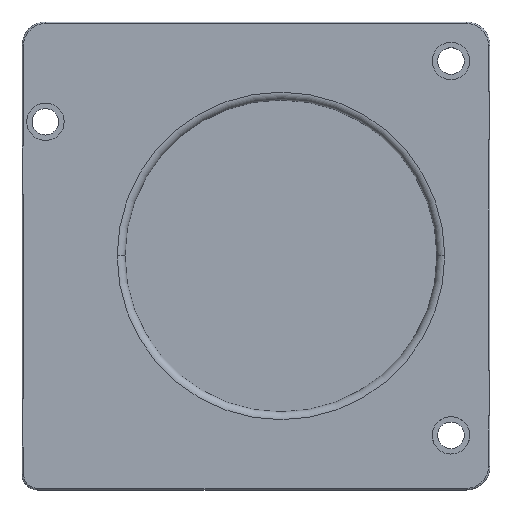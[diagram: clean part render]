
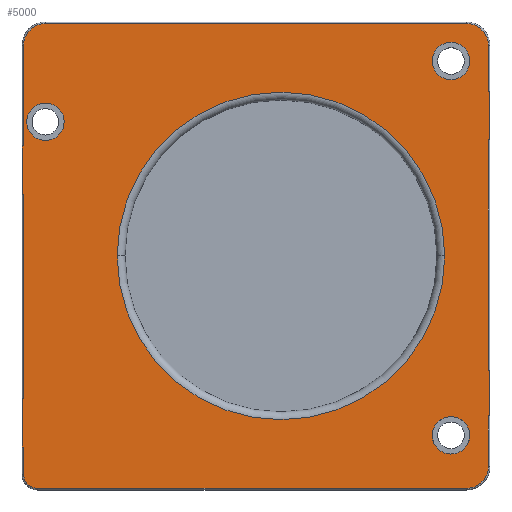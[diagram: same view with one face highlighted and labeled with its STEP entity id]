
A CAD part, top view. The second image highlights one B-rep face of the part: STEP entity #5000.
In plain terms, the highlighted planar face has unit normal (0, 0, 1).
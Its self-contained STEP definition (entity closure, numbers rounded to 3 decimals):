
#829=CARTESIAN_POINT('',(-15.1,8.6,4.));
#830=DIRECTION('',(0.,0.,1.));
#831=DIRECTION('',(-1.,0.,0.));
#832=AXIS2_PLACEMENT_3D('',#829,#830,#831);
#834=CARTESIAN_POINT('',(-15.1,8.6,4.));
#835=DIRECTION('',(0.,0.,1.));
#836=DIRECTION('',(1.,0.,0.));
#837=AXIS2_PLACEMENT_3D('',#834,#835,#836);
#839=CARTESIAN_POINT('',(0.,0.,4.));
#840=DIRECTION('',(0.,0.,1.));
#841=DIRECTION('',(-1.,0.,0.));
#842=AXIS2_PLACEMENT_3D('',#839,#840,#841);
#844=CARTESIAN_POINT('',(0.,0.,4.));
#845=DIRECTION('',(0.,0.,1.));
#846=DIRECTION('',(1.,0.,0.));
#847=AXIS2_PLACEMENT_3D('',#844,#845,#846);
#849=CARTESIAN_POINT('',(10.9,12.5,4.));
#850=DIRECTION('',(0.,0.,1.));
#851=DIRECTION('',(1.,0.,0.));
#852=AXIS2_PLACEMENT_3D('',#849,#850,#851);
#854=CARTESIAN_POINT('',(10.9,12.5,4.));
#855=DIRECTION('',(0.,0.,1.));
#856=DIRECTION('',(-1.,0.,0.));
#857=AXIS2_PLACEMENT_3D('',#854,#855,#856);
#859=CARTESIAN_POINT('',(10.9,-11.5,4.));
#860=DIRECTION('',(0.,0.,1.));
#861=DIRECTION('',(0.909,-0.417,0.));
#862=AXIS2_PLACEMENT_3D('',#859,#860,#861);
#864=CARTESIAN_POINT('',(10.9,-11.5,4.));
#865=DIRECTION('',(0.,0.,1.));
#866=DIRECTION('',(-0.909,-0.417,0.));
#867=AXIS2_PLACEMENT_3D('',#864,#865,#866);
#869=DIRECTION('',(-1.,0.,0.));
#870=VECTOR('',#869,0.1);
#871=CARTESIAN_POINT('',(-16.5,-9.15,4.));
#872=LINE('',#871,#870);
#873=DIRECTION('',(1.,0.,0.));
#874=VECTOR('',#873,0.1);
#875=CARTESIAN_POINT('',(-16.6,3.95,4.));
#876=LINE('',#875,#874);
#877=DIRECTION('',(0.,-1.,0.));
#878=VECTOR('',#877,3.1);
#879=CARTESIAN_POINT('',(-16.6,7.05,4.));
#880=LINE('',#879,#878);
#881=DIRECTION('',(-1.,0.,0.));
#882=VECTOR('',#881,0.1);
#883=CARTESIAN_POINT('',(-16.5,7.05,4.));
#884=LINE('',#883,#882);
#885=CARTESIAN_POINT('',(-15.1,13.5,4.));
#886=DIRECTION('',(0.,0.,-1.));
#887=DIRECTION('',(-1.,0.,0.));
#888=AXIS2_PLACEMENT_3D('',#885,#886,#887);
#890=CARTESIAN_POINT('',(11.9,13.5,4.));
#891=DIRECTION('',(0.,0.,-1.));
#892=DIRECTION('',(0.,1.,0.));
#893=AXIS2_PLACEMENT_3D('',#890,#891,#892);
#895=DIRECTION('',(-1.,0.,0.));
#896=VECTOR('',#895,0.1);
#897=CARTESIAN_POINT('',(13.4,10.55,4.));
#898=LINE('',#897,#896);
#899=DIRECTION('',(0.,1.,0.));
#900=VECTOR('',#899,3.1);
#901=CARTESIAN_POINT('',(13.4,7.45,4.));
#902=LINE('',#901,#900);
#903=DIRECTION('',(1.,0.,0.));
#904=VECTOR('',#903,0.1);
#905=CARTESIAN_POINT('',(13.3,7.45,4.));
#906=LINE('',#905,#904);
#907=DIRECTION('',(-1.,0.,0.));
#908=VECTOR('',#907,0.1);
#909=CARTESIAN_POINT('',(13.4,-7.35,4.));
#910=LINE('',#909,#908);
#911=DIRECTION('',(0.,1.,0.));
#912=VECTOR('',#911,2.9);
#913=CARTESIAN_POINT('',(13.4,-10.25,4.));
#914=LINE('',#913,#912);
#915=DIRECTION('',(1.,0.,0.));
#916=VECTOR('',#915,0.1);
#917=CARTESIAN_POINT('',(13.3,-10.25,4.));
#918=LINE('',#917,#916);
#919=CARTESIAN_POINT('',(11.9,-13.5,4.));
#920=DIRECTION('',(0.,0.,-1.));
#921=DIRECTION('',(1.,0.,0.));
#922=AXIS2_PLACEMENT_3D('',#919,#920,#921);
#924=CARTESIAN_POINT('',(-15.6,-14.,4.));
#925=DIRECTION('',(0.,0.,-1.));
#926=DIRECTION('',(0.,-1.,0.));
#927=AXIS2_PLACEMENT_3D('',#924,#925,#926);
#929=DIRECTION('',(1.,0.,0.));
#930=VECTOR('',#929,0.1);
#931=CARTESIAN_POINT('',(-16.6,-12.25,4.));
#932=LINE('',#931,#930);
#1494=DIRECTION('',(0.,-1.,0.));
#1495=VECTOR('',#1494,13.1);
#1496=CARTESIAN_POINT('',(-16.5,3.95,4.));
#1497=LINE('',#1496,#1495);
#1498=DIRECTION('',(0.,-1.,0.));
#1499=VECTOR('',#1498,3.1);
#1500=CARTESIAN_POINT('',(-16.6,-9.15,4.));
#1501=LINE('',#1500,#1499);
#1527=DIRECTION('',(0.,-1.,0.));
#1528=VECTOR('',#1527,1.75);
#1529=CARTESIAN_POINT('',(-16.5,-12.25,4.));
#1530=LINE('',#1529,#1528);
#1550=DIRECTION('',(1.,0.,0.));
#1551=VECTOR('',#1550,27.5);
#1552=CARTESIAN_POINT('',(-15.6,-14.9,4.));
#1553=LINE('',#1552,#1551);
#1582=DIRECTION('',(0.,1.,0.));
#1583=VECTOR('',#1582,3.25);
#1584=CARTESIAN_POINT('',(13.3,-13.5,4.));
#1585=LINE('',#1584,#1583);
#1941=DIRECTION('',(-1.,0.,0.));
#1942=VECTOR('',#1941,27.);
#1943=CARTESIAN_POINT('',(11.9,14.9,4.));
#1944=LINE('',#1943,#1942);
#1973=DIRECTION('',(0.,-1.,0.));
#1974=VECTOR('',#1973,6.45);
#1975=CARTESIAN_POINT('',(-16.5,13.5,4.));
#1976=LINE('',#1975,#1974);
#2349=DIRECTION('',(0.,1.,0.));
#2350=VECTOR('',#2349,2.95);
#2351=CARTESIAN_POINT('',(13.3,10.55,4.));
#2352=LINE('',#2351,#2350);
#2500=DIRECTION('',(0.,1.,0.));
#2501=VECTOR('',#2500,14.8);
#2502=CARTESIAN_POINT('',(13.3,-7.35,4.));
#2503=LINE('',#2502,#2501);
#3051=CARTESIAN_POINT('',(-16.3,8.6,4.));
#3052=VERTEX_POINT('',#3051);
#3053=CARTESIAN_POINT('',(-13.9,8.6,4.));
#3054=VERTEX_POINT('',#3053);
#3055=CARTESIAN_POINT('',(13.3,-13.5,4.));
#3056=CARTESIAN_POINT('',(11.9,-14.9,4.));
#3057=VERTEX_POINT('',#3055);
#3058=VERTEX_POINT('',#3056);
#3059=CARTESIAN_POINT('',(-15.6,-14.9,4.));
#3060=VERTEX_POINT('',#3059);
#3061=CARTESIAN_POINT('',(-16.5,-14.,4.));
#3062=VERTEX_POINT('',#3061);
#3063=CARTESIAN_POINT('',(-16.5,13.5,4.));
#3064=CARTESIAN_POINT('',(-15.1,14.9,4.));
#3065=VERTEX_POINT('',#3063);
#3066=VERTEX_POINT('',#3064);
#3067=CARTESIAN_POINT('',(11.9,14.9,4.));
#3068=VERTEX_POINT('',#3067);
#3069=CARTESIAN_POINT('',(13.3,13.5,4.));
#3070=VERTEX_POINT('',#3069);
#3071=CARTESIAN_POINT('',(-10.5,0.,4.));
#3072=CARTESIAN_POINT('',(10.5,0.,4.));
#3073=VERTEX_POINT('',#3071);
#3074=VERTEX_POINT('',#3072);
#3075=CARTESIAN_POINT('',(12.1,12.5,4.));
#3076=CARTESIAN_POINT('',(9.7,12.5,4.));
#3077=VERTEX_POINT('',#3075);
#3078=VERTEX_POINT('',#3076);
#3079=CARTESIAN_POINT('',(9.809,-12.,4.));
#3080=CARTESIAN_POINT('',(11.991,-12.,4.));
#3081=VERTEX_POINT('',#3079);
#3082=VERTEX_POINT('',#3080);
#3817=CARTESIAN_POINT('',(13.4,7.45,4.));
#3818=CARTESIAN_POINT('',(13.4,10.55,4.));
#3819=VERTEX_POINT('',#3817);
#3820=VERTEX_POINT('',#3818);
#3825=CARTESIAN_POINT('',(13.3,7.45,4.));
#3827=VERTEX_POINT('',#3825);
#3829=CARTESIAN_POINT('',(13.3,10.55,4.));
#3831=VERTEX_POINT('',#3829);
#3841=CARTESIAN_POINT('',(-16.6,7.05,4.));
#3842=CARTESIAN_POINT('',(-16.6,3.95,4.));
#3843=VERTEX_POINT('',#3841);
#3844=VERTEX_POINT('',#3842);
#3849=CARTESIAN_POINT('',(-16.5,7.05,4.));
#3851=VERTEX_POINT('',#3849);
#3873=CARTESIAN_POINT('',(-16.5,3.95,4.));
#3875=VERTEX_POINT('',#3873);
#3877=CARTESIAN_POINT('',(13.4,-10.25,4.));
#3878=CARTESIAN_POINT('',(13.4,-7.35,4.));
#3879=VERTEX_POINT('',#3877);
#3880=VERTEX_POINT('',#3878);
#3885=CARTESIAN_POINT('',(13.3,-7.35,4.));
#3887=VERTEX_POINT('',#3885);
#3907=CARTESIAN_POINT('',(13.3,-10.25,4.));
#3909=VERTEX_POINT('',#3907);
#3937=CARTESIAN_POINT('',(-16.5,-9.15,4.));
#3939=VERTEX_POINT('',#3937);
#3941=CARTESIAN_POINT('',(-16.5,-12.25,4.));
#3943=VERTEX_POINT('',#3941);
#3945=CARTESIAN_POINT('',(-16.6,-12.25,4.));
#3946=VERTEX_POINT('',#3945);
#3947=CARTESIAN_POINT('',(-16.6,-9.15,4.));
#3948=VERTEX_POINT('',#3947);
#4923=CARTESIAN_POINT('',(0.,0.,4.));
#4924=DIRECTION('',(0.,0.,1.));
#4925=DIRECTION('',(1.,0.,0.));
#4926=AXIS2_PLACEMENT_3D('',#4923,#4924,#4925);
#4927=PLANE('',#4926);
#4929=ORIENTED_EDGE('',*,*,#4928,.F.);
#4931=ORIENTED_EDGE('',*,*,#4930,.F.);
#4933=ORIENTED_EDGE('',*,*,#4932,.F.);
#4935=ORIENTED_EDGE('',*,*,#4934,.F.);
#4937=ORIENTED_EDGE('',*,*,#4936,.F.);
#4939=ORIENTED_EDGE('',*,*,#4938,.F.);
#4941=ORIENTED_EDGE('',*,*,#4940,.F.);
#4943=ORIENTED_EDGE('',*,*,#4942,.T.);
#4945=ORIENTED_EDGE('',*,*,#4944,.F.);
#4947=ORIENTED_EDGE('',*,*,#4946,.T.);
#4949=ORIENTED_EDGE('',*,*,#4948,.F.);
#4951=ORIENTED_EDGE('',*,*,#4950,.F.);
#4953=ORIENTED_EDGE('',*,*,#4952,.F.);
#4955=ORIENTED_EDGE('',*,*,#4954,.F.);
#4957=ORIENTED_EDGE('',*,*,#4956,.F.);
#4959=ORIENTED_EDGE('',*,*,#4958,.F.);
#4961=ORIENTED_EDGE('',*,*,#4960,.F.);
#4963=ORIENTED_EDGE('',*,*,#4962,.F.);
#4965=ORIENTED_EDGE('',*,*,#4964,.F.);
#4967=ORIENTED_EDGE('',*,*,#4966,.T.);
#4969=ORIENTED_EDGE('',*,*,#4968,.F.);
#4971=ORIENTED_EDGE('',*,*,#4970,.T.);
#4973=ORIENTED_EDGE('',*,*,#4972,.F.);
#4975=ORIENTED_EDGE('',*,*,#4974,.F.);
#4976=EDGE_LOOP('',(#4929,#4931,#4933,#4935,#4937,#4939,#4941,#4943,#4945,#4947,
#4949,#4951,#4953,#4955,#4957,#4959,#4961,#4963,#4965,#4967,#4969,#4971,#4973,
#4975));
#4977=FACE_OUTER_BOUND('',#4976,.F.);
#4979=ORIENTED_EDGE('',*,*,#4978,.T.);
#4981=ORIENTED_EDGE('',*,*,#4980,.T.);
#4982=EDGE_LOOP('',(#4979,#4981));
#4983=FACE_BOUND('',#4982,.F.);
#4984=ORIENTED_EDGE('',*,*,#4902,.T.);
#4985=ORIENTED_EDGE('',*,*,#4916,.T.);
#4986=EDGE_LOOP('',(#4984,#4985));
#4987=FACE_BOUND('',#4986,.F.);
#4989=ORIENTED_EDGE('',*,*,#4988,.T.);
#4991=ORIENTED_EDGE('',*,*,#4990,.T.);
#4992=EDGE_LOOP('',(#4989,#4991));
#4993=FACE_BOUND('',#4992,.F.);
#4995=ORIENTED_EDGE('',*,*,#4994,.T.);
#4997=ORIENTED_EDGE('',*,*,#4996,.T.);
#4998=EDGE_LOOP('',(#4995,#4997));
#4999=FACE_BOUND('',#4998,.F.);
#5000=ADVANCED_FACE('',(#4977,#4983,#4987,#4993,#4999),#4927,.T.);
#833=CIRCLE('',#832,1.2);
#838=CIRCLE('',#837,1.2);
#843=CIRCLE('',#842,10.5);
#848=CIRCLE('',#847,10.5);
#853=CIRCLE('',#852,1.2);
#858=CIRCLE('',#857,1.2);
#863=CIRCLE('',#862,1.2);
#868=CIRCLE('',#867,1.2);
#889=CIRCLE('',#888,1.4);
#894=CIRCLE('',#893,1.4);
#923=CIRCLE('',#922,1.4);
#928=CIRCLE('',#927,0.9);
#4902=EDGE_CURVE('',#3077,#3078,#853,.T.);
#4916=EDGE_CURVE('',#3078,#3077,#858,.T.);
#4928=EDGE_CURVE('',#3948,#3946,#1501,.T.);
#4930=EDGE_CURVE('',#3939,#3948,#872,.T.);
#4932=EDGE_CURVE('',#3875,#3939,#1497,.T.);
#4934=EDGE_CURVE('',#3844,#3875,#876,.T.);
#4936=EDGE_CURVE('',#3843,#3844,#880,.T.);
#4938=EDGE_CURVE('',#3851,#3843,#884,.T.);
#4940=EDGE_CURVE('',#3065,#3851,#1976,.T.);
#4942=EDGE_CURVE('',#3065,#3066,#889,.T.);
#4944=EDGE_CURVE('',#3068,#3066,#1944,.T.);
#4946=EDGE_CURVE('',#3068,#3070,#894,.T.);
#4948=EDGE_CURVE('',#3831,#3070,#2352,.T.);
#4950=EDGE_CURVE('',#3820,#3831,#898,.T.);
#4952=EDGE_CURVE('',#3819,#3820,#902,.T.);
#4954=EDGE_CURVE('',#3827,#3819,#906,.T.);
#4956=EDGE_CURVE('',#3887,#3827,#2503,.T.);
#4958=EDGE_CURVE('',#3880,#3887,#910,.T.);
#4960=EDGE_CURVE('',#3879,#3880,#914,.T.);
#4962=EDGE_CURVE('',#3909,#3879,#918,.T.);
#4964=EDGE_CURVE('',#3057,#3909,#1585,.T.);
#4966=EDGE_CURVE('',#3057,#3058,#923,.T.);
#4968=EDGE_CURVE('',#3060,#3058,#1553,.T.);
#4970=EDGE_CURVE('',#3060,#3062,#928,.T.);
#4972=EDGE_CURVE('',#3943,#3062,#1530,.T.);
#4974=EDGE_CURVE('',#3946,#3943,#932,.T.);
#4978=EDGE_CURVE('',#3073,#3074,#843,.T.);
#4980=EDGE_CURVE('',#3074,#3073,#848,.T.);
#4988=EDGE_CURVE('',#3082,#3081,#863,.T.);
#4990=EDGE_CURVE('',#3081,#3082,#868,.T.);
#4994=EDGE_CURVE('',#3052,#3054,#833,.T.);
#4996=EDGE_CURVE('',#3054,#3052,#838,.T.);
